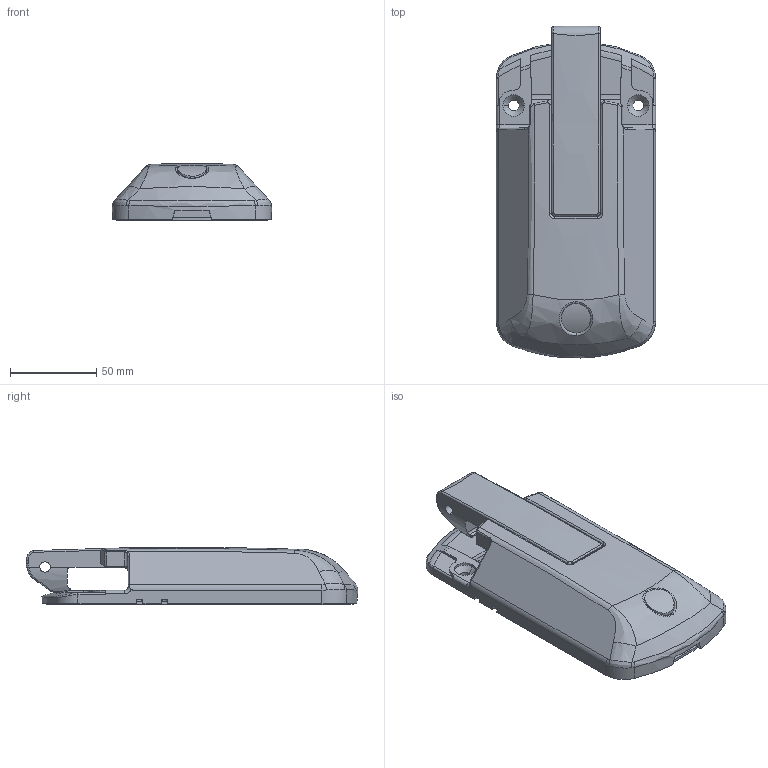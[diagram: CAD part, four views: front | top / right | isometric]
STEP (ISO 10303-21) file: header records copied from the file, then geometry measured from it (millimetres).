
FILE_DESCRIPTION (( 'STEP AP203' ), '1' );
FILE_NAME ('FA-822-C-L-2.STEP', '2020-04-10T07:00:45', ( '' ), ( '' ), 'SwSTEP 2.0', 'SolidWorks 2018', '' );
FILE_SCHEMA (( 'CONFIG_CONTROL_DESIGN' ));
Length unit declared in the file: millimetre
Products named in the file (6): FA-822-C-L-2_カギナシ本体_; FA-822-C-L-2; FA-822-C-L-2_メクラキャップ_; FA-822-C-L-2_カギナシパッキン_; FA-822-C-L-2_カマ_; FA-822-C-L-2_フックシャフト_
Assembly tree (5 placements, depth 2):
  FA-822-C-L-2
    FA-822-C-L-2_カギナシ本体_
    FA-822-C-L-2_カマ_
    FA-822-C-L-2_フックシャフト_
    FA-822-C-L-2_カギナシパッキン_
    FA-822-C-L-2_メクラキャップ_
Bounding box: 92 x 191.93 x 33.22 mm (x, y, z)
Volume: 158117.6 mm3; surface area: 92090.2 mm2
Topology: 5 solids, 5 shells, 397 faces, 1071 edges, 683 vertices
Faces by surface type: cylinder 132, plane 130, bspline 75, torus 41, cone 14, sphere 5
Entity records: 18038 total; most frequent: CARTESIAN_POINT 7990, ORIENTED_EDGE 2142, DIRECTION 1810, EDGE_CURVE 1071, VERTEX_POINT 683, AXIS2_PLACEMENT_3D 682, LINE 446, VECTOR 446
